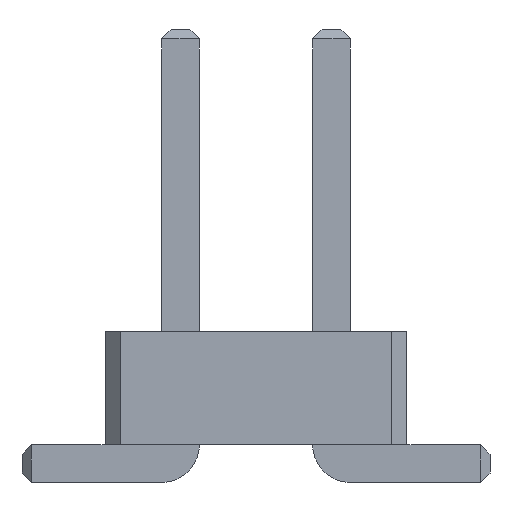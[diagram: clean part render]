
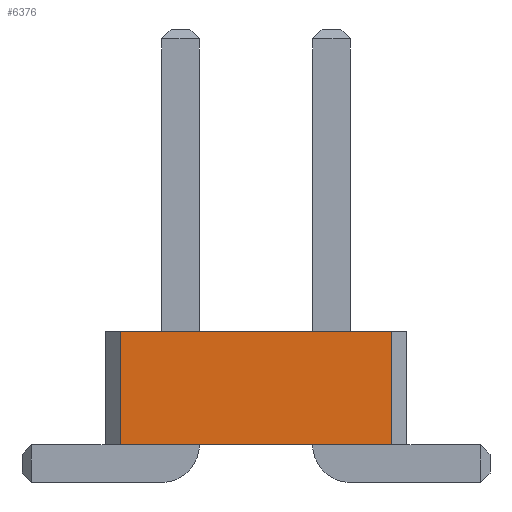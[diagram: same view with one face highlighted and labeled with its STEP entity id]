
A CAD part, front view. The second image highlights one B-rep face of the part: STEP entity #6376.
In plain terms, the highlighted planar face has unit normal (0, -1, 0).
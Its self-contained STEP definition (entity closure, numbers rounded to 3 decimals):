
#1214 = VERTEX_POINT('',#1215);
#1215 = CARTESIAN_POINT('',(1.8,-15.,0.5));
#1221 = EDGE_CURVE('',#1222,#1214,#1224,.T.);
#1222 = VERTEX_POINT('',#1223);
#1223 = CARTESIAN_POINT('',(-1.8,-15.,0.5));
#1224 = LINE('',#1225,#1226);
#1225 = CARTESIAN_POINT('',(-1.8,-15.,0.5));
#1226 = VECTOR('',#1227,1.);
#1227 = DIRECTION('',(1.,0.,0.));
#2646 = VERTEX_POINT('',#2647);
#2647 = CARTESIAN_POINT('',(1.8,-15.,2.));
#2653 = EDGE_CURVE('',#2654,#2646,#2656,.T.);
#2654 = VERTEX_POINT('',#2655);
#2655 = CARTESIAN_POINT('',(-1.8,-15.,2.));
#2656 = LINE('',#2657,#2658);
#2657 = CARTESIAN_POINT('',(-1.8,-15.,2.));
#2658 = VECTOR('',#2659,1.);
#2659 = DIRECTION('',(1.,0.,0.));
#6365 = EDGE_CURVE('',#1222,#2654,#6366,.T.);
#6366 = LINE('',#6367,#6368);
#6367 = CARTESIAN_POINT('',(-1.8,-15.,0.5));
#6368 = VECTOR('',#6369,1.);
#6369 = DIRECTION('',(0.,0.,1.));
#6376 = ADVANCED_FACE('',(#6377),#6388,.F.);
#6377 = FACE_BOUND('',#6378,.F.);
#6378 = EDGE_LOOP('',(#6379,#6380,#6381,#6387));
#6379 = ORIENTED_EDGE('',*,*,#6365,.T.);
#6380 = ORIENTED_EDGE('',*,*,#2653,.T.);
#6381 = ORIENTED_EDGE('',*,*,#6382,.F.);
#6382 = EDGE_CURVE('',#1214,#2646,#6383,.T.);
#6383 = LINE('',#6384,#6385);
#6384 = CARTESIAN_POINT('',(1.8,-15.,0.5));
#6385 = VECTOR('',#6386,1.);
#6386 = DIRECTION('',(0.,0.,1.));
#6387 = ORIENTED_EDGE('',*,*,#1221,.F.);
#6388 = PLANE('',#6389);
#6389 = AXIS2_PLACEMENT_3D('',#6390,#6391,#6392);
#6390 = CARTESIAN_POINT('',(-1.8,-15.,0.5));
#6391 = DIRECTION('',(0.,1.,0.));
#6392 = DIRECTION('',(1.,0.,0.));
